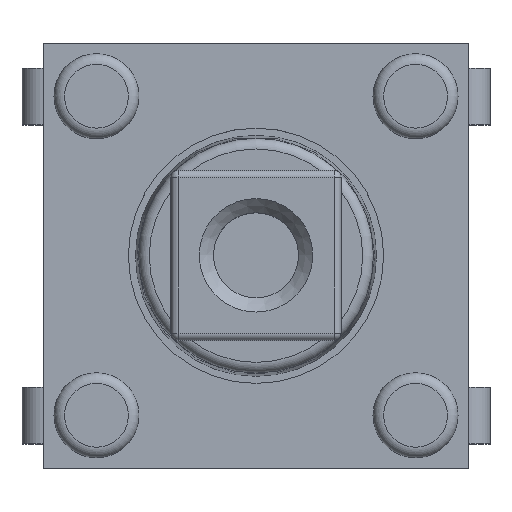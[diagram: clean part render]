
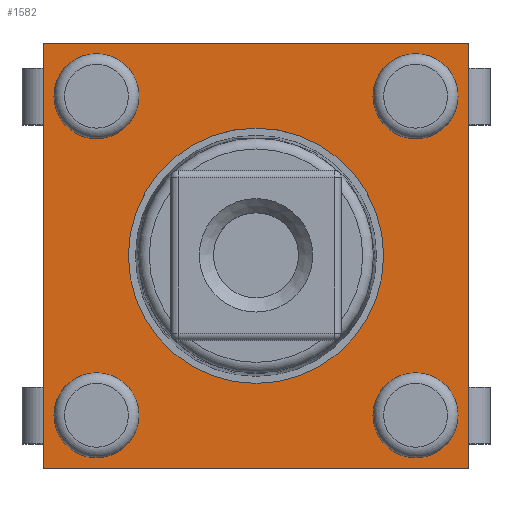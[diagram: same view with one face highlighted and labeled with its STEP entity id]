
A CAD part, top view. The second image highlights one B-rep face of the part: STEP entity #1582.
In plain terms, the highlighted planar face has unit normal (0, 0, 1).
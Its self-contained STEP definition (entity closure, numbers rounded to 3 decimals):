
#1281=CARTESIAN_POINT('',(1.65,-2.25,3.6));
#1282=VERTEX_POINT('',#1281);
#1292=CARTESIAN_POINT('',(2.25,-2.25,3.6));
#1293=DIRECTION('',(-0.,-0.,1.));
#1294=DIRECTION('',(-1.,0.,0.));
#1295=AXIS2_PLACEMENT_3D('',#1292,#1293,#1294);
#1296=CIRCLE('',#1295,0.6);
#1297=EDGE_CURVE('NONE',#1282,#1282,#1296,.T.);
#1307=CARTESIAN_POINT('',(-2.85,-2.25,3.6));
#1308=VERTEX_POINT('',#1307);
#1318=CARTESIAN_POINT('',(-2.25,-2.25,3.6));
#1319=DIRECTION('',(-0.,-0.,1.));
#1320=DIRECTION('',(-1.,0.,0.));
#1321=AXIS2_PLACEMENT_3D('',#1318,#1319,#1320);
#1322=CIRCLE('',#1321,0.6);
#1323=EDGE_CURVE('NONE',#1308,#1308,#1322,.T.);
#1333=CARTESIAN_POINT('',(1.65,2.25,3.6));
#1334=VERTEX_POINT('',#1333);
#1344=CARTESIAN_POINT('',(2.25,2.25,3.6));
#1345=DIRECTION('',(-0.,-0.,1.));
#1346=DIRECTION('',(-1.,0.,0.));
#1347=AXIS2_PLACEMENT_3D('',#1344,#1345,#1346);
#1348=CIRCLE('',#1347,0.6);
#1349=EDGE_CURVE('NONE',#1334,#1334,#1348,.T.);
#1359=CARTESIAN_POINT('',(-2.85,2.25,3.6));
#1360=VERTEX_POINT('',#1359);
#1370=CARTESIAN_POINT('',(-2.25,2.25,3.6));
#1371=DIRECTION('',(-0.,-0.,1.));
#1372=DIRECTION('',(-1.,0.,0.));
#1373=AXIS2_PLACEMENT_3D('',#1370,#1371,#1372);
#1374=CIRCLE('',#1373,0.6);
#1375=EDGE_CURVE('NONE',#1360,#1360,#1374,.T.);
#1385=CARTESIAN_POINT('',(1.8,-0.,3.6));
#1386=VERTEX_POINT('',#1385);
#1395=CARTESIAN_POINT('',(0.,0.,3.6));
#1396=DIRECTION('',(0.,0.,1.));
#1397=DIRECTION('',(1.,0.,-0.));
#1398=AXIS2_PLACEMENT_3D('',#1395,#1396,#1397);
#1399=CIRCLE('',#1398,1.8);
#1400=EDGE_CURVE('NONE',#1386,#1386,#1399,.T.);
#1436=CARTESIAN_POINT('',(3.,3.,3.6));
#1437=VERTEX_POINT('',#1436);
#1444=CARTESIAN_POINT('',(3.,-3.,3.6));
#1445=VERTEX_POINT('',#1444);
#1446=CARTESIAN_POINT('',(3.,-3.,3.6));
#1447=DIRECTION('',(0.,1.,0.));
#1448=VECTOR('',#1447,6.);
#1449=LINE('',#1446,#1448);
#1450=EDGE_CURVE('NONE',#1445,#1437,#1449,.T.);
#1482=CARTESIAN_POINT('',(-3.,3.,3.6));
#1483=VERTEX_POINT('',#1482);
#1490=CARTESIAN_POINT('',(3.,3.,3.6));
#1491=DIRECTION('',(-1.,0.,0.));
#1492=VECTOR('',#1491,6.);
#1493=LINE('',#1490,#1492);
#1494=EDGE_CURVE('NONE',#1437,#1483,#1493,.T.);
#1514=CARTESIAN_POINT('',(-3.,-3.,3.6));
#1515=VERTEX_POINT('',#1514);
#1522=CARTESIAN_POINT('',(-3.,3.,3.6));
#1523=DIRECTION('',(-0.,-1.,-0.));
#1524=VECTOR('',#1523,6.);
#1525=LINE('',#1522,#1524);
#1526=EDGE_CURVE('NONE',#1483,#1515,#1525,.T.);
#1545=CARTESIAN_POINT('',(-3.,-3.,3.6));
#1546=DIRECTION('',(1.,-0.,-0.));
#1547=VECTOR('',#1546,6.);
#1548=LINE('',#1545,#1547);
#1549=EDGE_CURVE('NONE',#1515,#1445,#1548,.T.);
#1556=CARTESIAN_POINT('',(0.,0.,3.6));
#1557=DIRECTION('',(0.,0.,-1.));
#1558=DIRECTION('',(-1.,0.,0.));
#1559=AXIS2_PLACEMENT_3D('',#1556,#1557,#1558);
#1560=PLANE('',#1559);
#1561=ORIENTED_EDGE('',*,*,#1297,.F.);
#1562=EDGE_LOOP('',(#1561));
#1563=FACE_BOUND('',#1562,.T.);
#1564=ORIENTED_EDGE('',*,*,#1323,.F.);
#1565=EDGE_LOOP('',(#1564));
#1566=FACE_BOUND('',#1565,.T.);
#1567=ORIENTED_EDGE('',*,*,#1349,.F.);
#1568=EDGE_LOOP('',(#1567));
#1569=FACE_BOUND('',#1568,.T.);
#1570=ORIENTED_EDGE('',*,*,#1375,.F.);
#1571=EDGE_LOOP('',(#1570));
#1572=FACE_BOUND('',#1571,.T.);
#1573=ORIENTED_EDGE('',*,*,#1400,.F.);
#1574=EDGE_LOOP('',(#1573));
#1575=FACE_BOUND('',#1574,.T.);
#1576=ORIENTED_EDGE('',*,*,#1450,.T.);
#1577=ORIENTED_EDGE('',*,*,#1494,.T.);
#1578=ORIENTED_EDGE('',*,*,#1526,.T.);
#1579=ORIENTED_EDGE('',*,*,#1549,.T.);
#1580=EDGE_LOOP('',(#1576,#1577,#1578,#1579));
#1581=FACE_BOUND('',#1580,.T.);
#1582=ADVANCED_FACE('NONE',(#1563,#1566,#1569,#1572,#1575,#1581),#1560,.F.);
